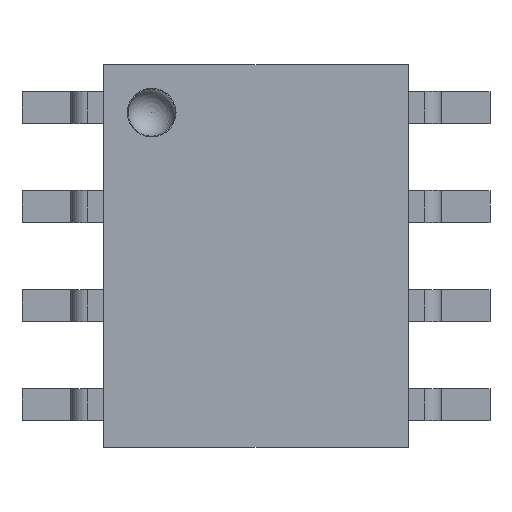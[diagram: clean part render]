
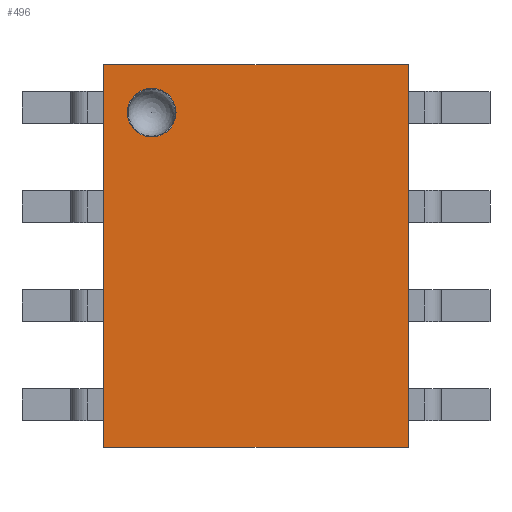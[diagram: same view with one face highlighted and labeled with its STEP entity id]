
A CAD part, top view. The second image highlights one B-rep face of the part: STEP entity #496.
In plain terms, the highlighted planar face has unit normal (0, 0, 1).
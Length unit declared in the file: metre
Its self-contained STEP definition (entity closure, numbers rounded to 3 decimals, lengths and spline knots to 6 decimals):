
#458 = EDGE_CURVE( '', #1255, #1256, #1257, .T. );
#496 = ADVANCED_FACE( '', ( #1322, #1323 ), #1324, .T. );
#606 = EDGE_CURVE( '', #1506, #1507, #1508, .T. );
#716 = EDGE_CURVE( '', #1506, #1255, #1674, .T. );
#954 = EDGE_CURVE( '', #1971, #1971, #1972, .T. );
#1002 = EDGE_CURVE( '', #1507, #1256, #2027, .T. );
#1255 = VERTEX_POINT( '', #2332 );
#1256 = VERTEX_POINT( '', #2333 );
#1257 = LINE( '', #2334, #2335 );
#1322 = FACE_OUTER_BOUND( '', #2425, .T. );
#1323 = FACE_BOUND( '', #2426, .T. );
#1324 = PLANE( '', #2427 );
#1506 = VERTEX_POINT( '', #2677 );
#1507 = VERTEX_POINT( '', #2678 );
#1508 = LINE( '', #2679, #2680 );
#1674 = LINE( '', #2915, #2916 );
#1971 = VERTEX_POINT( '', #3389 );
#1972 = CIRCLE( '', #3390, 0.000313 );
#2027 = LINE( '', #3478, #3479 );
#2332 = CARTESIAN_POINT( '', ( 0.00195, -0.00245, 0.001425 ) );
#2333 = CARTESIAN_POINT( '', ( 0.00195, 0.00245, 0.001425 ) );
#2334 = CARTESIAN_POINT( '', ( 0.00195, -0.00245, 0.001425 ) );
#2335 = VECTOR( '', #3794, 1. );
#2425 = EDGE_LOOP( '', ( #3851, #3852, #3853, #3854 ) );
#2426 = EDGE_LOOP( '', ( #3855 ) );
#2427 = AXIS2_PLACEMENT_3D( '', #3856, #3857, #3858 );
#2677 = CARTESIAN_POINT( '', ( -0.00195, -0.00245, 0.001425 ) );
#2678 = CARTESIAN_POINT( '', ( -0.00195, 0.00245, 0.001425 ) );
#2679 = CARTESIAN_POINT( '', ( -0.00195, -0.00245, 0.001425 ) );
#2680 = VECTOR( '', #4065, 1. );
#2915 = CARTESIAN_POINT( '', ( -0.00195, -0.00245, 0.001425 ) );
#2916 = VECTOR( '', #4279, 1. );
#3389 = CARTESIAN_POINT( '', ( -0.001025, 0.001838, 0.001425 ) );
#3390 = AXIS2_PLACEMENT_3D( '', #4608, #4609, #4610 );
#3478 = CARTESIAN_POINT( '', ( -0.00195, 0.00245, 0.001425 ) );
#3479 = VECTOR( '', #4680, 1. );
#3794 = DIRECTION( '', ( 0., 1., 0. ) );
#3851 = ORIENTED_EDGE( '', *, *, #606, .F. );
#3852 = ORIENTED_EDGE( '', *, *, #716, .T. );
#3853 = ORIENTED_EDGE( '', *, *, #458, .T. );
#3854 = ORIENTED_EDGE( '', *, *, #1002, .F. );
#3855 = ORIENTED_EDGE( '', *, *, #954, .F. );
#3856 = CARTESIAN_POINT( '', ( -0.00195, -0.00245, 0.001425 ) );
#3857 = DIRECTION( '', ( 0., 0., 1. ) );
#3858 = DIRECTION( '', ( 1., 0., 0. ) );
#4065 = DIRECTION( '', ( 0., 1., 0. ) );
#4279 = DIRECTION( '', ( 1., 0., 0. ) );
#4608 = CARTESIAN_POINT( '', ( -0.001338, 0.001838, 0.001425 ) );
#4609 = DIRECTION( '', ( 0., 0., 1. ) );
#4610 = DIRECTION( '', ( 1., 0., 0. ) );
#4680 = DIRECTION( '', ( 1., 0., 0. ) );
